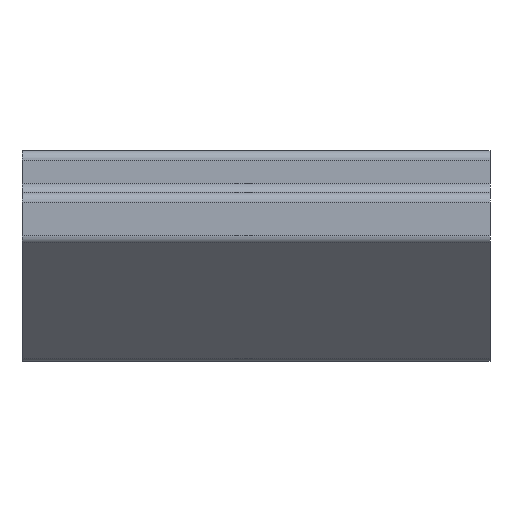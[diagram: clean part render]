
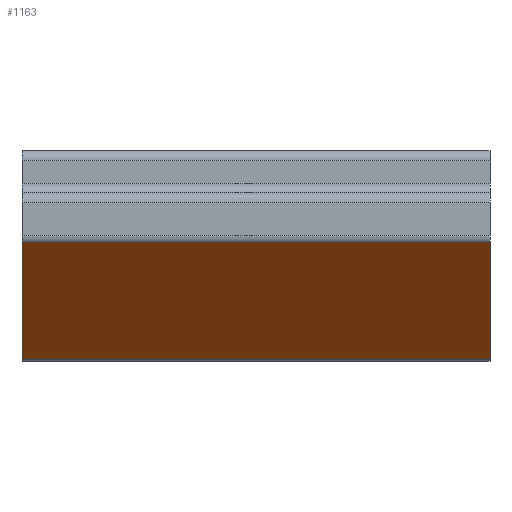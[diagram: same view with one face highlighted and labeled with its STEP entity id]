
A CAD part, left-side view. The second image highlights one B-rep face of the part: STEP entity #1163.
In plain terms, the highlighted planar face has unit normal (-0.707, 0, -0.707).
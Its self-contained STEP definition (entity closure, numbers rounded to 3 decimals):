
#30 = VECTOR ( 'NONE', #1026, 1000. ) ;
#51 = DIRECTION ( 'NONE',  ( 0., -1., 0. ) ) ;
#86 = VECTOR ( 'NONE', #1040, 1000. ) ;
#195 = LINE ( 'NONE', #549, #1271 ) ;
#198 = EDGE_CURVE ( 'NONE', #985, #1212, #303, .T. ) ;
#254 = VERTEX_POINT ( 'NONE', #314 ) ;
#280 = CARTESIAN_POINT ( 'NONE',  ( -2.359, -5., -3.541 ) ) ;
#290 = CARTESIAN_POINT ( 'NONE',  ( -2.359, -5., -3.541 ) ) ;
#303 = LINE ( 'NONE', #290, #547 ) ;
#314 = CARTESIAN_POINT ( 'NONE',  ( -4.841, 5., -1.059 ) ) ;
#401 = ORIENTED_EDGE ( 'NONE', *, *, #1181, .F. ) ;
#421 = ORIENTED_EDGE ( 'NONE', *, *, #530, .T. ) ;
#511 = ORIENTED_EDGE ( 'NONE', *, *, #198, .F. ) ;
#530 = EDGE_CURVE ( 'NONE', #985, #982, #1113, .T. ) ;
#547 = VECTOR ( 'NONE', #1119, 1000. ) ;
#549 = CARTESIAN_POINT ( 'NONE',  ( -4.841, -5., -1.059 ) ) ;
#639 = EDGE_LOOP ( 'NONE', ( #808, #401, #511, #421 ) ) ;
#787 = EDGE_CURVE ( 'NONE', #254, #982, #195, .T. ) ;
#808 = ORIENTED_EDGE ( 'NONE', *, *, #787, .F. ) ;
#821 = FACE_OUTER_BOUND ( 'NONE', #639, .T. ) ;
#849 = DIRECTION ( 'NONE',  ( 0.707, 0., -0.707 ) ) ;
#911 = CARTESIAN_POINT ( 'NONE',  ( -2.359, -5., -3.541 ) ) ;
#936 = CARTESIAN_POINT ( 'NONE',  ( -2.359, 5., -3.541 ) ) ;
#954 = DIRECTION ( 'NONE',  ( 0.707, 0., 0.707 ) ) ;
#957 = CARTESIAN_POINT ( 'NONE',  ( -2.359, 5., -3.541 ) ) ;
#982 = VERTEX_POINT ( 'NONE', #1211 ) ;
#985 = VERTEX_POINT ( 'NONE', #280 ) ;
#1026 = DIRECTION ( 'NONE',  ( -0.707, 0., 0.707 ) ) ;
#1040 = DIRECTION ( 'NONE',  ( -0.707, 0., 0.707 ) ) ;
#1113 = LINE ( 'NONE', #911, #30 ) ;
#1119 = DIRECTION ( 'NONE',  ( 0., 1., 0. ) ) ;
#1132 = CARTESIAN_POINT ( 'NONE',  ( -2.3, -5., -3.6 ) ) ;
#1163 = ADVANCED_FACE ( 'NONE', ( #821 ), #1233, .F. ) ;
#1165 = AXIS2_PLACEMENT_3D ( 'NONE', #1132, #954, #849 ) ;
#1181 = EDGE_CURVE ( 'NONE', #1212, #254, #1214, .T. ) ;
#1211 = CARTESIAN_POINT ( 'NONE',  ( -4.841, -5., -1.059 ) ) ;
#1212 = VERTEX_POINT ( 'NONE', #936 ) ;
#1214 = LINE ( 'NONE', #957, #86 ) ;
#1233 = PLANE ( 'NONE',  #1165 ) ;
#1271 = VECTOR ( 'NONE', #51, 1000. ) ;
